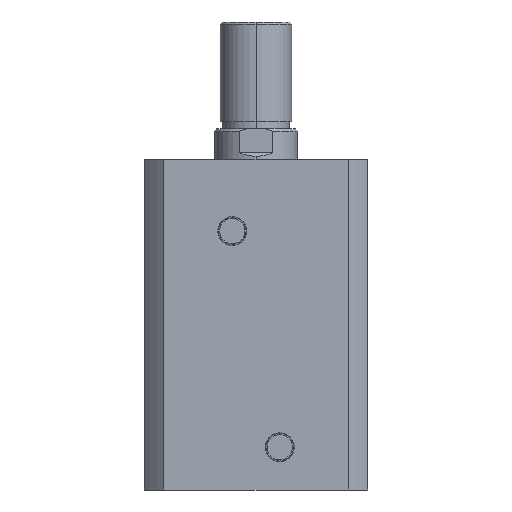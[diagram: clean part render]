
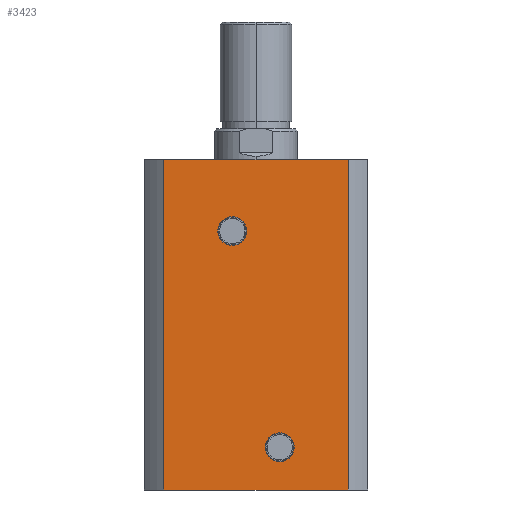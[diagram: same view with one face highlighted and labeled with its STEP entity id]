
A CAD part, left-side view. The second image highlights one B-rep face of the part: STEP entity #3423.
In plain terms, the highlighted planar face has unit normal (-1, 0, 0).
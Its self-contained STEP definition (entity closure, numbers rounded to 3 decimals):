
#12 = ORIENTED_EDGE ( 'NONE', *, *, #538, .F. ) ;
#15 = ORIENTED_EDGE ( 'NONE', *, *, #539, .T. ) ;
#16 = ORIENTED_EDGE ( 'NONE', *, *, #2885, .F. ) ;
#68 = ORIENTED_EDGE ( 'NONE', *, *, #537, .F. ) ;
#76 = ORIENTED_EDGE ( 'NONE', *, *, #535, .T. ) ;
#129 = VERTEX_POINT ( 'NONE', #2284 ) ;
#411 = AXIS2_PLACEMENT_3D ( 'NONE', #2444, #2445, #2446 ) ;
#415 = AXIS2_PLACEMENT_3D ( 'NONE', #2423, #2424, #2425 ) ;
#442 = AXIS2_PLACEMENT_3D ( 'NONE', #1806, #1807, #1808 ) ;
#443 = AXIS2_PLACEMENT_3D ( 'NONE', #1801, #1802, #1803 ) ;
#535 = EDGE_CURVE ( 'NONE', #858, #851, #703, .T. ) ;
#537 = EDGE_CURVE ( 'NONE', #2175, #2174, #706, .T. ) ;
#538 = EDGE_CURVE ( 'NONE', #129, #2107, #704, .T. ) ;
#539 = EDGE_CURVE ( 'NONE', #851, #853, #707, .T. ) ;
#540 = EDGE_CURVE ( 'NONE', #855, #853, #709, .T. ) ;
#541 = EDGE_CURVE ( 'NONE', #858, #855, #708, .T. ) ;
#703 = LINE ( 'NONE', #1790, #705 ) ;
#704 = CIRCLE ( 'NONE', #442, 6.06 ) ;
#705 = VECTOR ( 'NONE', #1784, 1000. ) ;
#706 = CIRCLE ( 'NONE', #443, 6.06 ) ;
#707 = LINE ( 'NONE', #1805, #710 ) ;
#708 = LINE ( 'NONE', #1804, #714 ) ;
#709 = LINE ( 'NONE', #1809, #712 ) ;
#710 = VECTOR ( 'NONE', #1793, 1000. ) ;
#712 = VECTOR ( 'NONE', #1811, 1000. ) ;
#714 = VECTOR ( 'NONE', #1812, 1000. ) ;
#733 = FACE_OUTER_BOUND ( 'NONE', #2145, .T. ) ;
#737 = FACE_BOUND ( 'NONE', #2133, .T. ) ;
#740 = FACE_BOUND ( 'NONE', #2125, .T. ) ;
#851 = VERTEX_POINT ( 'NONE', #1725 ) ;
#853 = VERTEX_POINT ( 'NONE', #1727 ) ;
#855 = VERTEX_POINT ( 'NONE', #1729 ) ;
#858 = VERTEX_POINT ( 'NONE', #1732 ) ;
#1020 = ORIENTED_EDGE ( 'NONE', *, *, #540, .F. ) ;
#1108 = CIRCLE ( 'NONE', #411, 6.06 ) ;
#1528 = ORIENTED_EDGE ( 'NONE', *, *, #2877, .F. ) ;
#1551 = ORIENTED_EDGE ( 'NONE', *, *, #541, .F. ) ;
#1725 = CARTESIAN_POINT ( 'NONE',  ( -47., 38.884, 0. ) ) ;
#1727 = CARTESIAN_POINT ( 'NONE',  ( -47., -38.884, 0. ) ) ;
#1729 = CARTESIAN_POINT ( 'NONE',  ( -47., -38.884, 139. ) ) ;
#1732 = CARTESIAN_POINT ( 'NONE',  ( -47., 38.884, 139. ) ) ;
#1784 = DIRECTION ( 'NONE',  ( 0., 0., -1. ) ) ;
#1790 = CARTESIAN_POINT ( 'NONE',  ( -47., 38.884, 139. ) ) ;
#1793 = DIRECTION ( 'NONE',  ( 0., -1., 0. ) ) ;
#1801 = CARTESIAN_POINT ( 'NONE',  ( -47., 10., 109. ) ) ;
#1802 = DIRECTION ( 'NONE',  ( -1., 0., 0. ) ) ;
#1803 = DIRECTION ( 'NONE',  ( 0., 0., 1. ) ) ;
#1804 = CARTESIAN_POINT ( 'NONE',  ( -47., 0., 139. ) ) ;
#1805 = CARTESIAN_POINT ( 'NONE',  ( -47., 0., 0. ) ) ;
#1806 = CARTESIAN_POINT ( 'NONE',  ( -47., -10., 18. ) ) ;
#1807 = DIRECTION ( 'NONE',  ( -1., 0., 0. ) ) ;
#1808 = DIRECTION ( 'NONE',  ( 0., 0., 1. ) ) ;
#1809 = CARTESIAN_POINT ( 'NONE',  ( -47., -38.884, 139. ) ) ;
#1811 = DIRECTION ( 'NONE',  ( 0., 0., -1. ) ) ;
#1812 = DIRECTION ( 'NONE',  ( 0., -1., 0. ) ) ;
#2024 = CIRCLE ( 'NONE', #415, 6.06 ) ;
#2107 = VERTEX_POINT ( 'NONE', #3732 ) ;
#2125 = EDGE_LOOP ( 'NONE', ( #12, #16 ) ) ;
#2133 = EDGE_LOOP ( 'NONE', ( #68, #1528 ) ) ;
#2145 = EDGE_LOOP ( 'NONE', ( #15, #1020, #1551, #76 ) ) ;
#2174 = VERTEX_POINT ( 'NONE', #3736 ) ;
#2175 = VERTEX_POINT ( 'NONE', #3730 ) ;
#2284 = CARTESIAN_POINT ( 'NONE',  ( -47., -10., 24.06 ) ) ;
#2423 = CARTESIAN_POINT ( 'NONE',  ( -47., 10., 109. ) ) ;
#2424 = DIRECTION ( 'NONE',  ( -1., 0., 0. ) ) ;
#2425 = DIRECTION ( 'NONE',  ( 0., 0., 1. ) ) ;
#2444 = CARTESIAN_POINT ( 'NONE',  ( -47., -10., 18. ) ) ;
#2445 = DIRECTION ( 'NONE',  ( -1., 0., 0. ) ) ;
#2446 = DIRECTION ( 'NONE',  ( 0., 0., 1. ) ) ;
#2877 = EDGE_CURVE ( 'NONE', #2174, #2175, #2024, .T. ) ;
#2885 = EDGE_CURVE ( 'NONE', #2107, #129, #1108, .T. ) ;
#3182 = DIRECTION ( 'NONE',  ( 1., 0., 0. ) ) ;
#3185 = CARTESIAN_POINT ( 'NONE',  ( -47., 0., 139. ) ) ;
#3187 = PLANE ( 'NONE',  #3496 ) ;
#3189 = DIRECTION ( 'NONE',  ( 0., 1., 0. ) ) ;
#3423 = ADVANCED_FACE ( 'NONE', ( #737, #740, #733 ), #3187, .F. ) ;
#3496 = AXIS2_PLACEMENT_3D ( 'NONE', #3185, #3182, #3189 ) ;
#3730 = CARTESIAN_POINT ( 'NONE',  ( -47., 10., 115.06 ) ) ;
#3732 = CARTESIAN_POINT ( 'NONE',  ( -47., -10., 11.94 ) ) ;
#3736 = CARTESIAN_POINT ( 'NONE',  ( -47., 10., 102.94 ) ) ;
